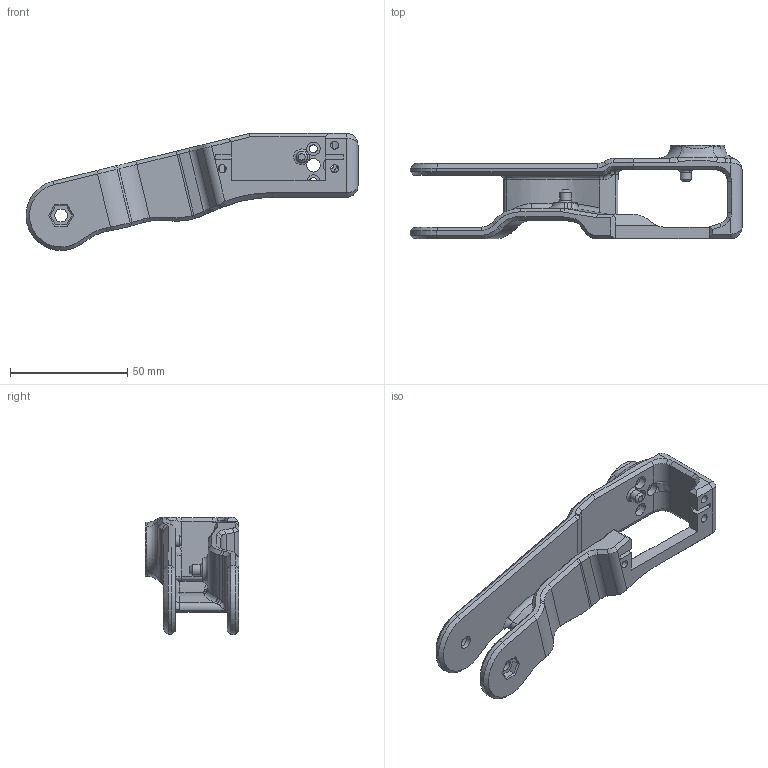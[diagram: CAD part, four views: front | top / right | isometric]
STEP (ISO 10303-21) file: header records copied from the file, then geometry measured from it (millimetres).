
FILE_DESCRIPTION(/* description */ (''),/* implementation_level */ '2;1');
FILE_NAME(/* name */ '5f1f89ca2672bf1207f2ed67',/* time_stamp */ '2020-07-28T02:13:30+00:00',/* author */ (''),/* organization */ (''),/* preprocessor_version */ 'ST-DEVELOPER v16.7',/* originating_system */ $,/* authorisation */ $);
FILE_SCHEMA (('AUTOMOTIVE_DESIGN {1 0 10303 214 3 1 1}'));
Length unit declared in the file: metre
Products named in the file (1): Upper Leg
Bounding box: 141.78 x 40 x 49.98 mm (x, y, z)
Volume: 44494.8 mm3; surface area: 20770 mm2
Topology: 1 solids, 1 shells, 279 faces, 692 edges, 414 vertices
Faces by surface type: plane 107, bspline 68, cylinder 60, cone 27, torus 17
Full cylindrical faces by diameter (mm): 3.4 x7, 4.8 x2, 5.5 x2, 5.8 x4, 9 x1, 20.2 x1, 23.2 x1
Entity records: 9445 total; most frequent: CARTESIAN_POINT 3414, ORIENTED_EDGE 1318, DIRECTION 1089, EDGE_CURVE 659, VERTEX_POINT 406, AXIS2_PLACEMENT_3D 400, EDGE_LOOP 325, FACE_BOUND 325
